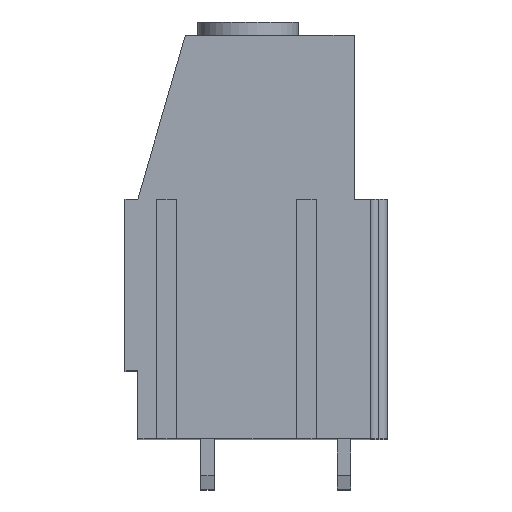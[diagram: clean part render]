
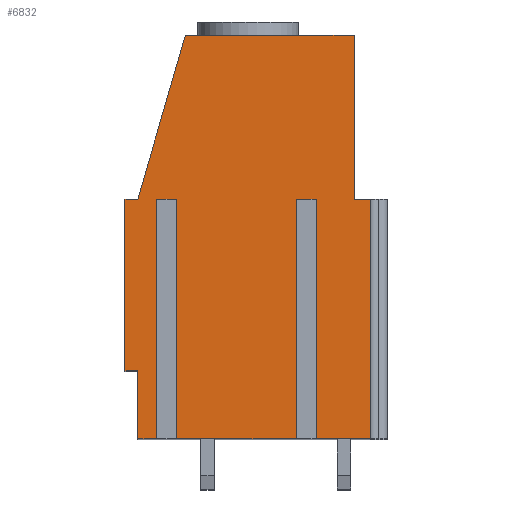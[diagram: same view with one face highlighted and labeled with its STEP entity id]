
A CAD part, top view. The second image highlights one B-rep face of the part: STEP entity #6832.
In plain terms, the highlighted planar face has unit normal (0, 0, 1).
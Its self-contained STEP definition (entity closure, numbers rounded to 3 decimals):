
#98 = CARTESIAN_POINT ( 'NONE',  ( -51.938, -25.703, 30.88 ) ) ;
#105 = CARTESIAN_POINT ( 'NONE',  ( -49.588, -43.503, 30.88 ) ) ;
#121 = DIRECTION ( 'NONE',  ( 0., -1., 0. ) ) ;
#158 = VECTOR ( 'NONE', #1879, 1000. ) ;
#159 = CARTESIAN_POINT ( 'NONE',  ( -30.734, -25.703, 30.88 ) ) ;
#186 = DIRECTION ( 'NONE',  ( -1., 0., 0. ) ) ;
#227 = ORIENTED_EDGE ( 'NONE', *, *, #685, .F. ) ;
#257 = CARTESIAN_POINT ( 'NONE',  ( -30.734, -32.821, 30.88 ) ) ;
#267 = EDGE_CURVE ( 'NONE', #4476, #6644, #4846, .T. ) ;
#335 = DIRECTION ( 'NONE',  ( 0., 1., 0. ) ) ;
#438 = VECTOR ( 'NONE', #3079, 1000. ) ;
#457 = LINE ( 'NONE', #1774, #3853 ) ;
#472 = CARTESIAN_POINT ( 'NONE',  ( -33.638, -25.703, 30.88 ) ) ;
#504 = ORIENTED_EDGE ( 'NONE', *, *, #5324, .T. ) ;
#543 = EDGE_CURVE ( 'NONE', #2046, #5468, #1191, .T. ) ;
#554 = EDGE_CURVE ( 'NONE', #3409, #2773, #2603, .T. ) ;
#579 = CARTESIAN_POINT ( 'NONE',  ( -48.108, -43.503, 30.88 ) ) ;
#593 = VERTEX_POINT ( 'NONE', #6643 ) ;
#614 = VERTEX_POINT ( 'NONE', #7704 ) ;
#622 = ORIENTED_EDGE ( 'NONE', *, *, #6703, .F. ) ;
#638 = EDGE_CURVE ( 'NONE', #3144, #6075, #6854, .T. ) ;
#685 = EDGE_CURVE ( 'NONE', #5468, #3144, #3428, .T. ) ;
#706 = VECTOR ( 'NONE', #2496, 1000. ) ;
#729 = VERTEX_POINT ( 'NONE', #6907 ) ;
#985 = VERTEX_POINT ( 'NONE', #6082 ) ;
#1053 = LINE ( 'NONE', #4917, #4069 ) ;
#1156 = CARTESIAN_POINT ( 'NONE',  ( -51.32, -26.847, 30.88 ) ) ;
#1187 = DIRECTION ( 'NONE',  ( 0.279, 0.96, 0. ) ) ;
#1190 = VERTEX_POINT ( 'NONE', #3766 ) ;
#1191 = LINE ( 'NONE', #472, #7425 ) ;
#1237 = VERTEX_POINT ( 'NONE', #3365 ) ;
#1296 = LINE ( 'NONE', #2582, #7515 ) ;
#1310 = AXIS2_PLACEMENT_3D ( 'NONE', #257, #6293, #2681 ) ;
#1475 = LINE ( 'NONE', #1156, #2876 ) ;
#1754 = CARTESIAN_POINT ( 'NONE',  ( -39.188, -25.703, 30.88 ) ) ;
#1774 = CARTESIAN_POINT ( 'NONE',  ( -50.988, -32.821, 30.88 ) ) ;
#1860 = VECTOR ( 'NONE', #5573, 1000. ) ;
#1879 = DIRECTION ( 'NONE',  ( 0., 1., 0. ) ) ;
#1943 = ORIENTED_EDGE ( 'NONE', *, *, #4207, .F. ) ;
#2008 = ORIENTED_EDGE ( 'NONE', *, *, #638, .F. ) ;
#2034 = DIRECTION ( 'NONE',  ( 0., -1., 0. ) ) ;
#2036 = LINE ( 'NONE', #7376, #3231 ) ;
#2046 = VERTEX_POINT ( 'NONE', #7718 ) ;
#2066 = VECTOR ( 'NONE', #186, 1000. ) ;
#2104 = DIRECTION ( 'NONE',  ( 0., 1., 0. ) ) ;
#2407 = EDGE_CURVE ( 'NONE', #729, #593, #457, .T. ) ;
#2431 = CARTESIAN_POINT ( 'NONE',  ( -37.708, -25.703, 30.88 ) ) ;
#2441 = VECTOR ( 'NONE', #4952, 1000. ) ;
#2490 = FACE_OUTER_BOUND ( 'NONE', #6270, .T. ) ;
#2496 = DIRECTION ( 'NONE',  ( -1., 0., 0. ) ) ;
#2512 = VERTEX_POINT ( 'NONE', #105 ) ;
#2582 = CARTESIAN_POINT ( 'NONE',  ( -34.888, -32.821, 30.88 ) ) ;
#2603 = LINE ( 'NONE', #1754, #4373 ) ;
#2681 = DIRECTION ( 'NONE',  ( 1., 0., 0. ) ) ;
#2773 = VERTEX_POINT ( 'NONE', #5434 ) ;
#2806 = LINE ( 'NONE', #4920, #7622 ) ;
#2854 = VECTOR ( 'NONE', #5610, 1000. ) ;
#2869 = ORIENTED_EDGE ( 'NONE', *, *, #4067, .F. ) ;
#2876 = VECTOR ( 'NONE', #1187, 1000. ) ;
#3079 = DIRECTION ( 'NONE',  ( -1., 0., 0. ) ) ;
#3127 = ORIENTED_EDGE ( 'NONE', *, *, #4156, .F. ) ;
#3144 = VERTEX_POINT ( 'NONE', #4413 ) ;
#3168 = CARTESIAN_POINT ( 'NONE',  ( -30.734, -43.503, 30.88 ) ) ;
#3204 = ORIENTED_EDGE ( 'NONE', *, *, #5162, .F. ) ;
#3231 = VECTOR ( 'NONE', #121, 1000. ) ;
#3365 = CARTESIAN_POINT ( 'NONE',  ( -34.888, -25.703, 30.88 ) ) ;
#3409 = VERTEX_POINT ( 'NONE', #4312 ) ;
#3428 = LINE ( 'NONE', #6987, #1860 ) ;
#3536 = VERTEX_POINT ( 'NONE', #5145 ) ;
#3557 = LINE ( 'NONE', #3675, #158 ) ;
#3564 = ORIENTED_EDGE ( 'NONE', *, *, #7270, .T. ) ;
#3675 = CARTESIAN_POINT ( 'NONE',  ( -48.108, -25.703, 30.88 ) ) ;
#3766 = CARTESIAN_POINT ( 'NONE',  ( -48.108, -25.703, 30.88 ) ) ;
#3841 = LINE ( 'NONE', #3168, #2066 ) ;
#3853 = VECTOR ( 'NONE', #2104, 1000. ) ;
#3980 = ORIENTED_EDGE ( 'NONE', *, *, #6779, .T. ) ;
#4067 = EDGE_CURVE ( 'NONE', #7385, #1190, #3557, .T. ) ;
#4069 = VECTOR ( 'NONE', #5527, 1000. ) ;
#4081 = LINE ( 'NONE', #7334, #706 ) ;
#4148 = CARTESIAN_POINT ( 'NONE',  ( -30.734, -43.503, 30.88 ) ) ;
#4156 = EDGE_CURVE ( 'NONE', #6075, #3409, #2806, .T. ) ;
#4207 = EDGE_CURVE ( 'NONE', #6644, #985, #5630, .T. ) ;
#4259 = EDGE_CURVE ( 'NONE', #2773, #7385, #3841, .T. ) ;
#4267 = ORIENTED_EDGE ( 'NONE', *, *, #5213, .F. ) ;
#4312 = CARTESIAN_POINT ( 'NONE',  ( -39.188, -25.703, 30.88 ) ) ;
#4373 = VECTOR ( 'NONE', #2034, 1000. ) ;
#4413 = CARTESIAN_POINT ( 'NONE',  ( -37.708, -43.503, 30.88 ) ) ;
#4453 = LINE ( 'NONE', #6837, #2854 ) ;
#4476 = VERTEX_POINT ( 'NONE', #5243 ) ;
#4526 = DIRECTION ( 'NONE',  ( 0., -1., 0. ) ) ;
#4571 = LINE ( 'NONE', #6484, #5625 ) ;
#4581 = ORIENTED_EDGE ( 'NONE', *, *, #554, .F. ) ;
#4652 = VECTOR ( 'NONE', #335, 1000. ) ;
#4731 = ORIENTED_EDGE ( 'NONE', *, *, #4259, .F. ) ;
#4846 = LINE ( 'NONE', #6286, #4652 ) ;
#4917 = CARTESIAN_POINT ( 'NONE',  ( -30.734, -38.463, 30.88 ) ) ;
#4920 = CARTESIAN_POINT ( 'NONE',  ( -39.188, -25.703, 30.88 ) ) ;
#4952 = DIRECTION ( 'NONE',  ( 1., 0., 0. ) ) ;
#5145 = CARTESIAN_POINT ( 'NONE',  ( -34.888, -13.503, 30.88 ) ) ;
#5162 = EDGE_CURVE ( 'NONE', #1190, #614, #4571, .T. ) ;
#5213 = EDGE_CURVE ( 'NONE', #2512, #729, #5245, .T. ) ;
#5221 = VECTOR ( 'NONE', #7768, 1000. ) ;
#5243 = CARTESIAN_POINT ( 'NONE',  ( -51.938, -38.463, 30.88 ) ) ;
#5245 = LINE ( 'NONE', #4148, #438 ) ;
#5324 = EDGE_CURVE ( 'NONE', #1237, #3536, #1296, .T. ) ;
#5434 = CARTESIAN_POINT ( 'NONE',  ( -39.188, -43.503, 30.88 ) ) ;
#5468 = VERTEX_POINT ( 'NONE', #6911 ) ;
#5527 = DIRECTION ( 'NONE',  ( -1., 0., 0. ) ) ;
#5573 = DIRECTION ( 'NONE',  ( -1., 0., 0. ) ) ;
#5610 = DIRECTION ( 'NONE',  ( -1., 0., 0. ) ) ;
#5625 = VECTOR ( 'NONE', #7717, 1000. ) ;
#5630 = LINE ( 'NONE', #159, #2441 ) ;
#5678 = PLANE ( 'NONE',  #1310 ) ;
#5717 = EDGE_CURVE ( 'NONE', #985, #6929, #1475, .T. ) ;
#6075 = VERTEX_POINT ( 'NONE', #2431 ) ;
#6082 = CARTESIAN_POINT ( 'NONE',  ( -50.988, -25.703, 30.88 ) ) ;
#6145 = DIRECTION ( 'NONE',  ( -1., 0., 0. ) ) ;
#6270 = EDGE_LOOP ( 'NONE', ( #2008, #227, #7741, #3564, #504, #3980, #6548, #1943, #7378, #7547, #6986, #4267, #622, #3204, #2869, #4731, #4581, #3127 ) ) ;
#6286 = CARTESIAN_POINT ( 'NONE',  ( -51.938, -32.821, 30.88 ) ) ;
#6293 = DIRECTION ( 'NONE',  ( 0., 0., 1. ) ) ;
#6484 = CARTESIAN_POINT ( 'NONE',  ( -49.588, -25.703, 30.88 ) ) ;
#6548 = ORIENTED_EDGE ( 'NONE', *, *, #5717, .F. ) ;
#6643 = CARTESIAN_POINT ( 'NONE',  ( -50.988, -38.463, 30.88 ) ) ;
#6644 = VERTEX_POINT ( 'NONE', #98 ) ;
#6703 = EDGE_CURVE ( 'NONE', #614, #2512, #2036, .T. ) ;
#6779 = EDGE_CURVE ( 'NONE', #3536, #6929, #4453, .T. ) ;
#6832 = ADVANCED_FACE ( 'NONE', ( #2490 ), #5678, .T. ) ;
#6837 = CARTESIAN_POINT ( 'NONE',  ( -30.734, -13.503, 30.88 ) ) ;
#6854 = LINE ( 'NONE', #7674, #5221 ) ;
#6907 = CARTESIAN_POINT ( 'NONE',  ( -50.988, -43.503, 30.88 ) ) ;
#6911 = CARTESIAN_POINT ( 'NONE',  ( -33.638, -43.503, 30.88 ) ) ;
#6929 = VERTEX_POINT ( 'NONE', #7619 ) ;
#6986 = ORIENTED_EDGE ( 'NONE', *, *, #2407, .F. ) ;
#6987 = CARTESIAN_POINT ( 'NONE',  ( -30.734, -43.503, 30.88 ) ) ;
#7270 = EDGE_CURVE ( 'NONE', #2046, #1237, #4081, .T. ) ;
#7334 = CARTESIAN_POINT ( 'NONE',  ( -30.734, -25.703, 30.88 ) ) ;
#7376 = CARTESIAN_POINT ( 'NONE',  ( -49.588, -43.503, 30.88 ) ) ;
#7378 = ORIENTED_EDGE ( 'NONE', *, *, #267, .F. ) ;
#7385 = VERTEX_POINT ( 'NONE', #579 ) ;
#7423 = DIRECTION ( 'NONE',  ( 0., 1., 0. ) ) ;
#7425 = VECTOR ( 'NONE', #4526, 1000. ) ;
#7507 = EDGE_CURVE ( 'NONE', #593, #4476, #1053, .T. ) ;
#7515 = VECTOR ( 'NONE', #7423, 1000. ) ;
#7547 = ORIENTED_EDGE ( 'NONE', *, *, #7507, .F. ) ;
#7619 = CARTESIAN_POINT ( 'NONE',  ( -47.448, -13.503, 30.88 ) ) ;
#7622 = VECTOR ( 'NONE', #6145, 1000. ) ;
#7674 = CARTESIAN_POINT ( 'NONE',  ( -37.708, -25.703, 30.88 ) ) ;
#7704 = CARTESIAN_POINT ( 'NONE',  ( -49.588, -25.703, 30.88 ) ) ;
#7717 = DIRECTION ( 'NONE',  ( -1., 0., 0. ) ) ;
#7718 = CARTESIAN_POINT ( 'NONE',  ( -33.638, -25.703, 30.88 ) ) ;
#7741 = ORIENTED_EDGE ( 'NONE', *, *, #543, .F. ) ;
#7768 = DIRECTION ( 'NONE',  ( 0., 1., 0. ) ) ;
